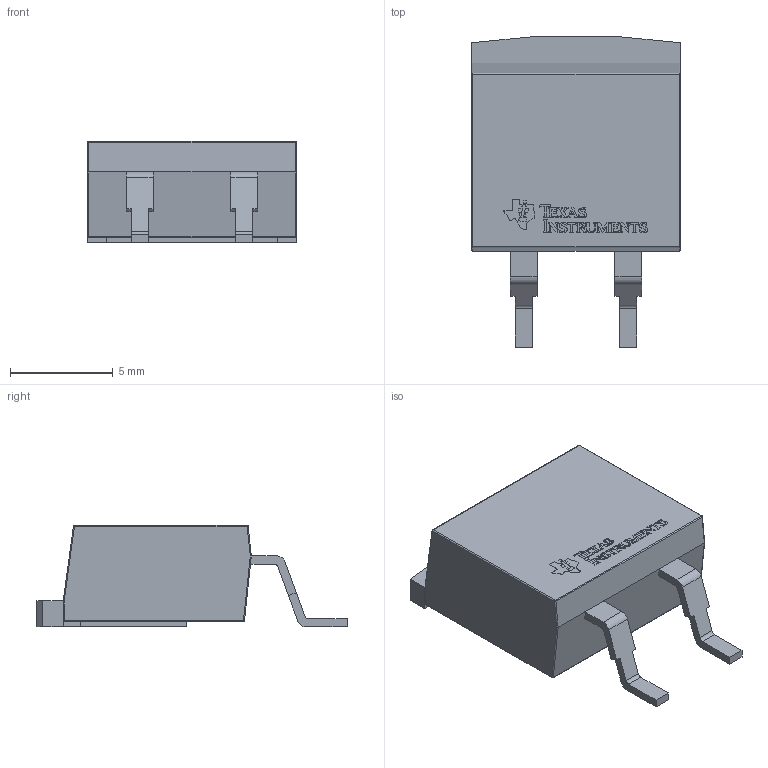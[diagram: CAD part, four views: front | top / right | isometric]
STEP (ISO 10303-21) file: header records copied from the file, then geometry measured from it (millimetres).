
FILE_DESCRIPTION(/* description */ (''),/* implementation_level */ '2;1');
FILE_NAME(/* name */ 'Texas Instruments CSD19536KTT - TO-263-3.stp',/* time_stamp */ '2019-11-07T05:04:38-04:00',/* author */ ('Ricardo'),/* organization */ (''),/* preprocessor_version */ 'ST-DEVELOPER v18',/* originating_system */ 'Autodesk Inventor 2020',/* authorisation */ '');
FILE_SCHEMA (('AUTOMOTIVE_DESIGN { 1 0 10303 214 3 1 1 }'));
Length unit declared in the file: millimetre
Products named in the file (4): Texas Instruments CSD19536KTT - TO-263-3; body; pins; logo
Assembly tree (3 placements, depth 2):
  Texas Instruments CSD19536KTT - TO-263-3
    body
    pins
    logo
Bounding box: 10.16 x 15.1 x 4.95 mm (x, y, z)
Volume: 457.3 mm3; surface area: 607.1 mm2
Topology: 22 solids, 22 shells, 512 faces, 1374 edges, 906 vertices
Faces by surface type: plane 313, bspline 166, cylinder 25, sphere 8
Entity records: 17163 total; most frequent: CARTESIAN_POINT 5261, ORIENTED_EDGE 2748, DIRECTION 1826, EDGE_CURVE 1374, LINE 996, VECTOR 996, VERTEX_POINT 906, EDGE_LOOP 516
